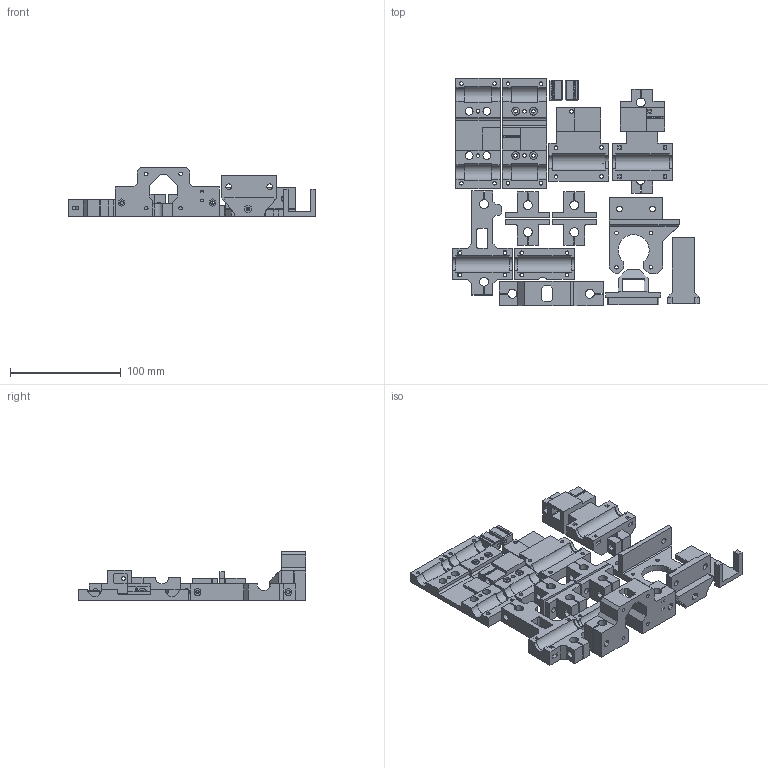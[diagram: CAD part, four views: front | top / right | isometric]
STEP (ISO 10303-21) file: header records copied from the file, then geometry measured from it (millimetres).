
FILE_DESCRIPTION(/* description */ (''),/* implementation_level */ '2;1');
FILE_NAME(/* name */ 'CorePrintPlate.step',/* time_stamp */ '2019-11-12T18:21:29-05:00',/* author */ (''),/* organization */ (''),/* preprocessor_version */ 'ST-DEVELOPER v18',/* originating_system */ 'Autodesk Translation Framework v8.9.1.1155',/* authorisation */ '');
FILE_SCHEMA (('AUTOMOTIVE_DESIGN { 1 0 10303 214 3 1 1 }'));
Length unit declared in the file: millimetre
Products named in the file (13): CorePrintPlate; Y_Drive_Main; Y_Drive_Plate; Y_Tensioner; Y_Idle_Main; Y_Idle_Plate; X_Motor_Mount; X_Back_Plate; Y_Pulley_Mount; Y_Motor_Mount; HeightTool; X_Front_Plate; X_Tensioner
Assembly tree (12 placements, depth 2):
  CorePrintPlate
    Y_Drive_Main
    Y_Drive_Plate
    Y_Tensioner
    Y_Idle_Main
    Y_Idle_Plate
    X_Motor_Mount
    X_Back_Plate
    Y_Pulley_Mount
    Y_Motor_Mount
    HeightTool
    X_Front_Plate
    X_Tensioner
Bounding box: 223 x 205.75 x 44.07 mm (x, y, z)
Volume: 316373.3 mm3; surface area: 134847 mm2
Topology: 16 solids, 16 shells, 1479 faces, 3973 edges, 2593 vertices
Faces by surface type: plane 1118, cylinder 361
Full cylindrical faces by diameter (mm): 1.85 x8, 3 x14, 3.2 x64, 3.3 x4, 3.4 x2, 3.5 x2, 5.2 x13, 5.9 x1, 6.1 x23, 7 x9, 7.3 x2, 10 x2
Entity records: 46757 total; most frequent: CARTESIAN_POINT 8071, ORIENTED_EDGE 7948, DIRECTION 7893, EDGE_CURVE 3974, LINE 3063, VECTOR 3063, VERTEX_POINT 2593, AXIS2_PLACEMENT_3D 2415
